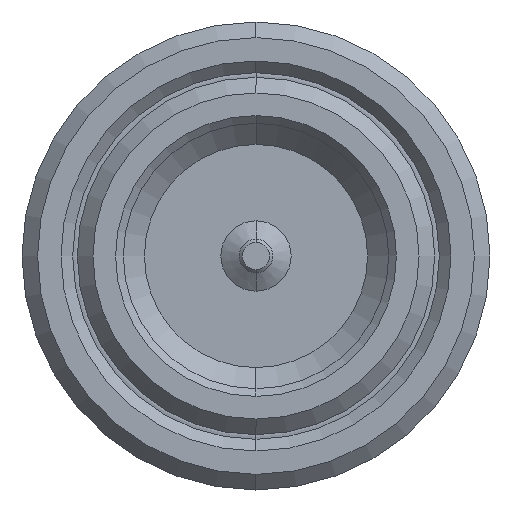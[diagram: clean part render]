
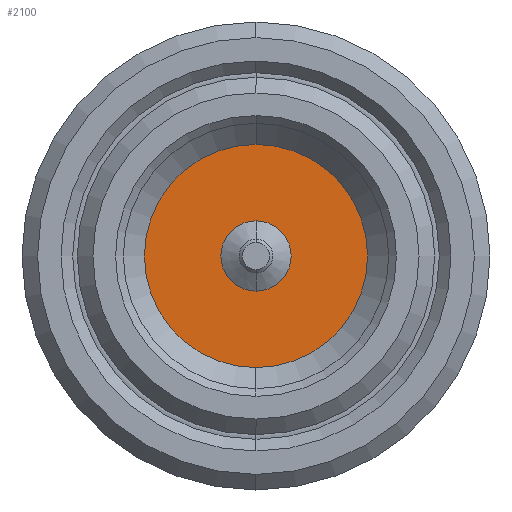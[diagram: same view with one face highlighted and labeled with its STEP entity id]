
A CAD part, left-side view. The second image highlights one B-rep face of the part: STEP entity #2100.
In plain terms, the highlighted planar face has unit normal (-1, 0, 0).
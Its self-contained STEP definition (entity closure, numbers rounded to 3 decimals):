
#68 = DIRECTION ( 'NONE',  ( 0., 0., 1. ) ) ;
#259 = CARTESIAN_POINT ( 'NONE',  ( 30.229, 0., 0. ) ) ;
#309 = VERTEX_POINT ( 'NONE', #2309 ) ;
#388 = FACE_BOUND ( 'NONE', #2277, .T. ) ;
#457 = AXIS2_PLACEMENT_3D ( 'NONE', #2341, #1252, #1592 ) ;
#464 = DIRECTION ( 'NONE',  ( 0., 0., 1. ) ) ;
#617 = EDGE_CURVE ( 'NONE', #1462, #309, #820, .T. ) ;
#694 = VERTEX_POINT ( 'NONE', #845 ) ;
#696 = CARTESIAN_POINT ( 'NONE',  ( 30.229, 0., 0. ) ) ;
#777 = CARTESIAN_POINT ( 'NONE',  ( 30.229, 0., 0. ) ) ;
#787 = DIRECTION ( 'NONE',  ( -1., 0., 0. ) ) ;
#820 = CIRCLE ( 'NONE', #1250, 2.252 ) ;
#845 = CARTESIAN_POINT ( 'NONE',  ( 30.229, 0., -7.152 ) ) ;
#887 = DIRECTION ( 'NONE',  ( -1., 0., 0. ) ) ;
#994 = EDGE_LOOP ( 'NONE', ( #2210, #1169 ) ) ;
#996 = DIRECTION ( 'NONE',  ( -1., 0., 0. ) ) ;
#1018 = DIRECTION ( 'NONE',  ( -1., 0., 0. ) ) ;
#1083 = CARTESIAN_POINT ( 'NONE',  ( 30.229, 0., 7.152 ) ) ;
#1151 = AXIS2_PLACEMENT_3D ( 'NONE', #696, #887, #1999 ) ;
#1169 = ORIENTED_EDGE ( 'NONE', *, *, #1479, .T. ) ;
#1250 = AXIS2_PLACEMENT_3D ( 'NONE', #259, #996, #68 ) ;
#1252 = DIRECTION ( 'NONE',  ( -1., 0., 0. ) ) ;
#1264 = FACE_OUTER_BOUND ( 'NONE', #994, .T. ) ;
#1293 = CIRCLE ( 'NONE', #457, 7.152 ) ;
#1309 = ORIENTED_EDGE ( 'NONE', *, *, #1597, .F. ) ;
#1374 = CARTESIAN_POINT ( 'NONE',  ( 30.229, 0., 0. ) ) ;
#1421 = VERTEX_POINT ( 'NONE', #1083 ) ;
#1462 = VERTEX_POINT ( 'NONE', #2267 ) ;
#1468 = CIRCLE ( 'NONE', #2171, 2.252 ) ;
#1479 = EDGE_CURVE ( 'NONE', #694, #1421, #1798, .T. ) ;
#1592 = DIRECTION ( 'NONE',  ( 0., 0., 1. ) ) ;
#1597 = EDGE_CURVE ( 'NONE', #309, #1462, #1468, .T. ) ;
#1611 = PLANE ( 'NONE',  #1151 ) ;
#1695 = EDGE_CURVE ( 'NONE', #1421, #694, #1293, .T. ) ;
#1706 = AXIS2_PLACEMENT_3D ( 'NONE', #777, #787, #1871 ) ;
#1798 = CIRCLE ( 'NONE', #1706, 7.152 ) ;
#1871 = DIRECTION ( 'NONE',  ( 0., 0., 1. ) ) ;
#1999 = DIRECTION ( 'NONE',  ( 0., 0., 1. ) ) ;
#2100 = ADVANCED_FACE ( 'NONE', ( #1264, #388 ), #1611, .T. ) ;
#2159 = ORIENTED_EDGE ( 'NONE', *, *, #617, .F. ) ;
#2171 = AXIS2_PLACEMENT_3D ( 'NONE', #1374, #1018, #464 ) ;
#2210 = ORIENTED_EDGE ( 'NONE', *, *, #1695, .T. ) ;
#2267 = CARTESIAN_POINT ( 'NONE',  ( 30.229, 0., 2.252 ) ) ;
#2277 = EDGE_LOOP ( 'NONE', ( #2159, #1309 ) ) ;
#2309 = CARTESIAN_POINT ( 'NONE',  ( 30.229, 0., -2.252 ) ) ;
#2341 = CARTESIAN_POINT ( 'NONE',  ( 30.229, 0., 0. ) ) ;
